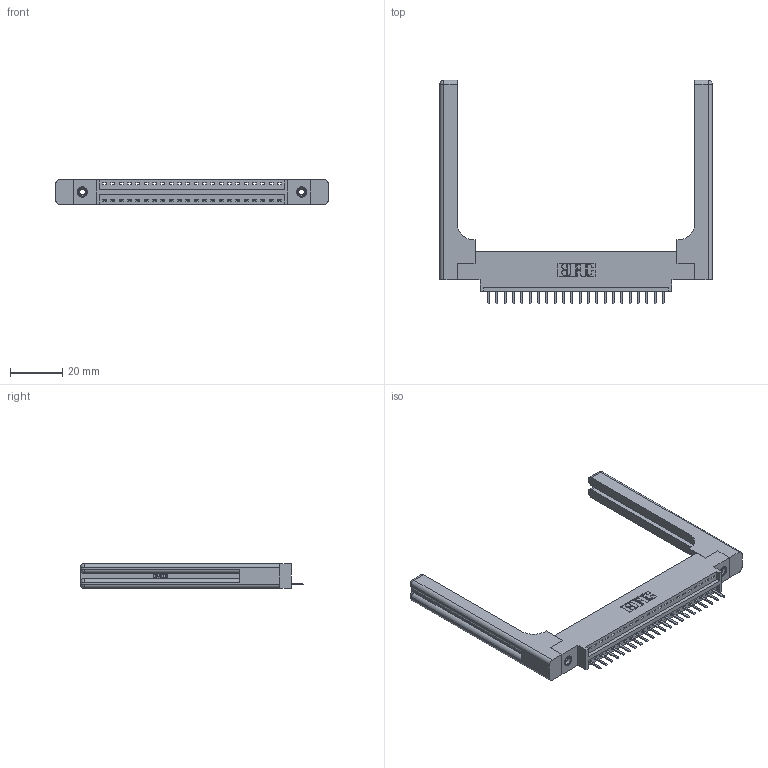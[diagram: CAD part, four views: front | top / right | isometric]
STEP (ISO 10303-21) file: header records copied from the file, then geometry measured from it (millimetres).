
FILE_DESCRIPTION (( 'STEP AP203' ), '1' );
FILE_NAME ('346-022-520-658.STEP', '2022-05-05T19:09:31', ( '' ), ( '' ), 'SwSTEP 2.0', 'SolidWorks 2020', '' );
FILE_SCHEMA (( 'CONFIG_CONTROL_DESIGN' ));
Length unit declared in the file: inch
Products named in the file (5): 346-022-520-658; 345-250-001_345-250-001-102; 345-292-001_345-293-120; 346 Part_0.170 Offset - 0.156 Dia-TH; 346-220-058_345-220-058
Assembly tree (27 placements, depth 2):
  346-022-520-658
    346 Part_0.170 Offset - 0.156 Dia-TH
    345-292-001_345-293-120  x22
    345-250-001_345-250-001-102  x2
    346-220-058_345-220-058  x2
Bounding box: 103.91 x 85.29 x 9.4 mm (x, y, z)
Volume: 17091.2 mm3; surface area: 16899.9 mm2
Topology: 27 solids, 27 shells, 1760 faces, 5091 edges, 3314 vertices
Faces by surface type: plane 1166, cylinder 534, bspline 36, cone 12, sphere 8, torus 4
Entity records: 22190 total; most frequent: CARTESIAN_POINT 4805, ORIENTED_EDGE 3544, DIRECTION 3180, EDGE_CURVE 1772, LINE 1456, VECTOR 1456, VERTEX_POINT 1170, AXIS2_PLACEMENT_3D 862
